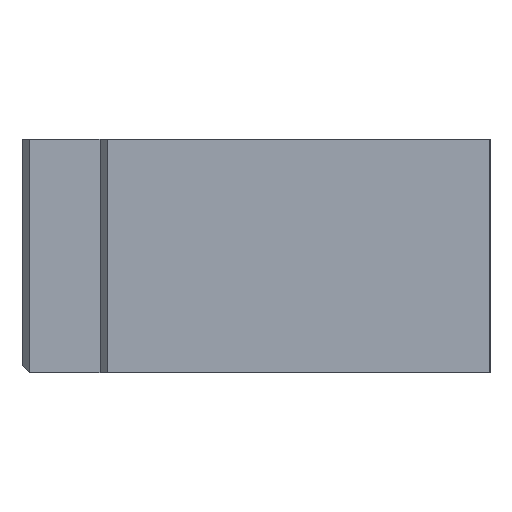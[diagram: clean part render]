
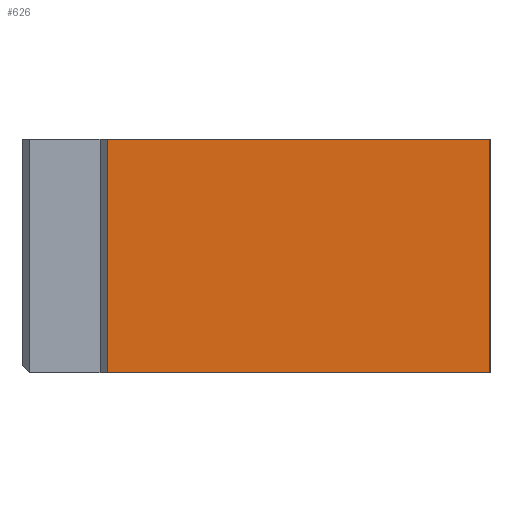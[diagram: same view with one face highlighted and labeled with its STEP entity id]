
A CAD part, left-side view. The second image highlights one B-rep face of the part: STEP entity #626.
In plain terms, the highlighted planar face has unit normal (-1, 0, 0).
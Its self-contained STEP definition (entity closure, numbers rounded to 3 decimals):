
#561=CARTESIAN_POINT('',(-48.5,9.5,7.5));
#562=VERTEX_POINT('',#561);
#579=CARTESIAN_POINT('',(-48.5,9.5,-7.5));
#580=VERTEX_POINT('',#579);
#587=CARTESIAN_POINT('',(-48.5,9.5,-7.5));
#588=DIRECTION('',(0.0,0.0,1.0));
#589=VECTOR('',#588,15.0);
#590=LINE('',#587,#589);
#591=EDGE_CURVE('',#580,#562,#590,.T.);
#596=CARTESIAN_POINT('',(-48.5,-15.,-7.5));
#597=DIRECTION('',(-1.0,0.0,0.0));
#598=DIRECTION('',(0.0,0.0,1.0));
#599=AXIS2_PLACEMENT_3D('',#596,#597,#598);
#600=PLANE('',#599);
#601=ORIENTED_EDGE('',*,*,#591,.F.);
#602=CARTESIAN_POINT('',(-48.5,-15.,-7.5));
#603=VERTEX_POINT('',#602);
#604=CARTESIAN_POINT('',(-48.5,-15.,-7.5));
#605=DIRECTION('',(0.0,1.0,0.0));
#606=VECTOR('',#605,24.5);
#607=LINE('',#604,#606);
#608=EDGE_CURVE('',#603,#580,#607,.T.);
#609=ORIENTED_EDGE('',*,*,#608,.F.);
#610=CARTESIAN_POINT('',(-48.5,-15.,7.5));
#611=VERTEX_POINT('',#610);
#612=CARTESIAN_POINT('',(-48.5,-15.,-7.5));
#613=DIRECTION('',(0.0,0.0,1.0));
#614=VECTOR('',#613,15.0);
#615=LINE('',#612,#614);
#616=EDGE_CURVE('',#603,#611,#615,.T.);
#617=ORIENTED_EDGE('',*,*,#616,.T.);
#618=CARTESIAN_POINT('',(-48.5,-15.,7.5));
#619=DIRECTION('',(0.0,1.0,0.0));
#620=VECTOR('',#619,24.5);
#621=LINE('',#618,#620);
#622=EDGE_CURVE('',#611,#562,#621,.T.);
#623=ORIENTED_EDGE('',*,*,#622,.T.);
#624=EDGE_LOOP('',(#601,#609,#617,#623));
#625=FACE_OUTER_BOUND('',#624,.T.);
#626=ADVANCED_FACE('',(#625),#600,.T.);
